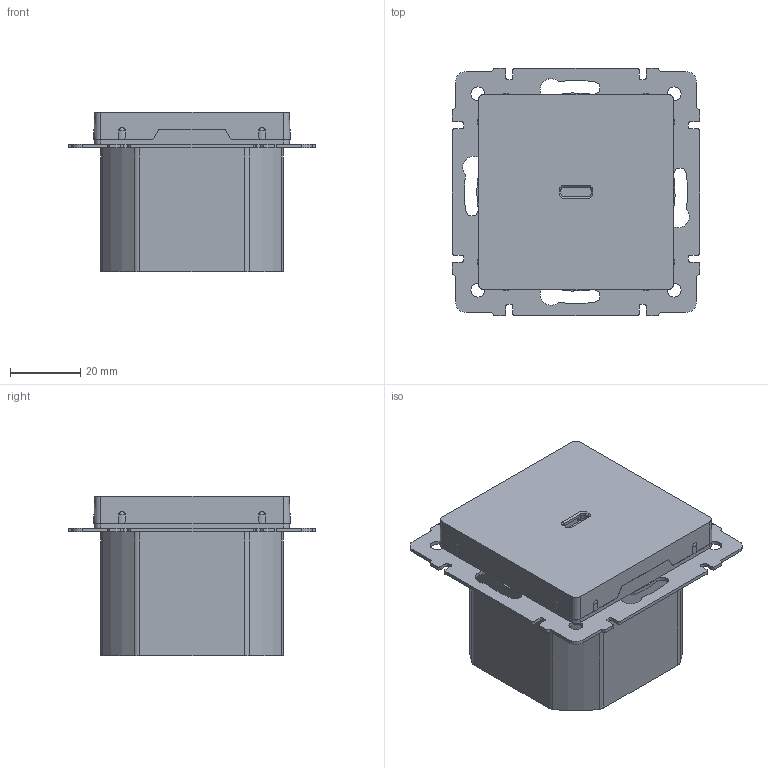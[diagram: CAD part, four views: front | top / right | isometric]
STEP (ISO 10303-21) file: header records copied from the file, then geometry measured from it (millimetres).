
FILE_DESCRIPTION (( 'STEP AP214' ), '1' );
FILE_NAME ('Ðîç. USB C 65Âò âûñîêîñêîð. çàð. .STEP', '2025-04-08T07:16:16', ( '' ), ( '' ), 'SwSTEP 2.0', 'SolidWorks 2022', '' );
FILE_SCHEMA (( 'AUTOMOTIVE_DESIGN' ));
Length unit declared in the file: millimetre
Products named in the file (1): Роз. USB C 65Вт высокоскор. зар. 
Bounding box: 70.8 x 70.8 x 45.45 mm (x, y, z)
Volume: 122662.5 mm3; surface area: 18319.4 mm2
Topology: 1 solids, 1 shells, 241 faces, 713 edges, 462 vertices
Faces by surface type: plane 116, cylinder 101, cone 16, sphere 8
Entity records: 8031 total; most frequent: CARTESIAN_POINT 1441, DIRECTION 1415, ORIENTED_EDGE 1394, EDGE_CURVE 697, AXIS2_PLACEMENT_3D 492, VERTEX_POINT 454, VECTOR 431, LINE 431
